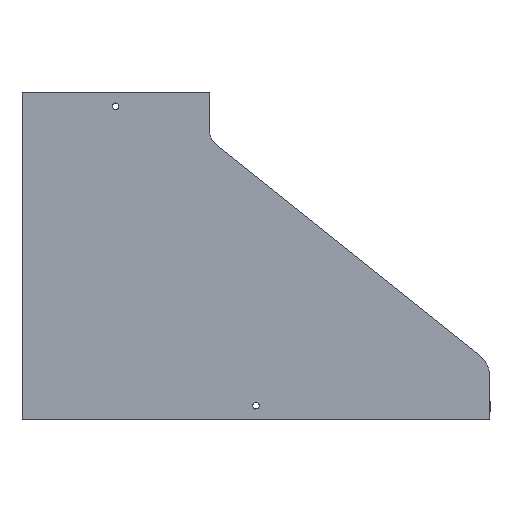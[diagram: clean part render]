
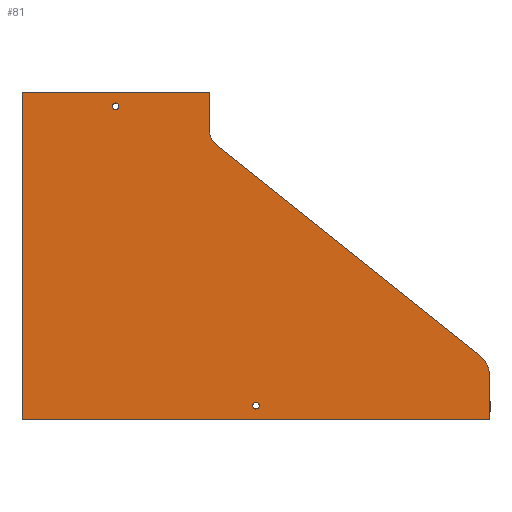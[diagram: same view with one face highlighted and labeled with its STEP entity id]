
A CAD part, front view. The second image highlights one B-rep face of the part: STEP entity #81.
In plain terms, the highlighted planar face has unit normal (0, -1, 0).
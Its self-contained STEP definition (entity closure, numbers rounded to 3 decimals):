
#31 = AXIS2_PLACEMENT_3D ( 'NONE', #1793, #1794, #1795 ) ;
#81 = ADVANCED_FACE ( 'NONE', ( #1269, #1284, #1282 ), #625, .F. ) ;
#227 = EDGE_LOOP ( 'NONE', ( #908 ) ) ;
#278 = EDGE_LOOP ( 'NONE', ( #907, #906, #905, #904, #903, #902, #901, #900 ) ) ;
#286 = EDGE_LOOP ( 'NONE', ( #909 ) ) ;
#303 = VERTEX_POINT ( 'NONE', #743 ) ;
#307 = VERTEX_POINT ( 'NONE', #726 ) ;
#317 = VERTEX_POINT ( 'NONE', #738 ) ;
#325 = VERTEX_POINT ( 'NONE', #662 ) ;
#328 = VERTEX_POINT ( 'NONE', #656 ) ;
#334 = VERTEX_POINT ( 'NONE', #587 ) ;
#353 = VERTEX_POINT ( 'NONE', #614 ) ;
#376 = VERTEX_POINT ( 'NONE', #645 ) ;
#388 = EDGE_CURVE ( 'NONE', #325, #376, #1300, .T. ) ;
#435 = AXIS2_PLACEMENT_3D ( 'NONE', #1703, #1704, #1705 ) ;
#436 = AXIS2_PLACEMENT_3D ( 'NONE', #1696, #1697, #1698 ) ;
#437 = AXIS2_PLACEMENT_3D ( 'NONE', #1689, #1690, #1691 ) ;
#474 = AXIS2_PLACEMENT_3D ( 'NONE', #709, #554, #715 ) ;
#554 = DIRECTION ( 'NONE',  ( 0., 1., 0. ) ) ;
#561 = DIRECTION ( 'NONE',  ( 0., 0., 1. ) ) ;
#570 = CARTESIAN_POINT ( 'NONE',  ( 200., 0., 0. ) ) ;
#587 = CARTESIAN_POINT ( 'NONE',  ( 207.506, 0., -56.199 ) ) ;
#614 = CARTESIAN_POINT ( 'NONE',  ( 500., 0., -350. ) ) ;
#625 = PLANE ( 'NONE',  #474 ) ;
#645 = CARTESIAN_POINT ( 'NONE',  ( 200., 0., 0. ) ) ;
#656 = CARTESIAN_POINT ( 'NONE',  ( 0., 0., -350. ) ) ;
#662 = CARTESIAN_POINT ( 'NONE',  ( 200., 0., -40.581 ) ) ;
#709 = CARTESIAN_POINT ( 'NONE',  ( -220., 0., -40.581 ) ) ;
#715 = DIRECTION ( 'NONE',  ( 0., 0., 1. ) ) ;
#726 = CARTESIAN_POINT ( 'NONE',  ( 0., 0., 0. ) ) ;
#738 = CARTESIAN_POINT ( 'NONE',  ( 488.741, 0., -281.186 ) ) ;
#743 = CARTESIAN_POINT ( 'NONE',  ( 500., 0., -304.612 ) ) ;
#900 = ORIENTED_EDGE ( 'NONE', *, *, #388, .T. ) ;
#901 = ORIENTED_EDGE ( 'NONE', *, *, #1618, .T. ) ;
#902 = ORIENTED_EDGE ( 'NONE', *, *, #1611, .T. ) ;
#903 = ORIENTED_EDGE ( 'NONE', *, *, #1612, .T. ) ;
#904 = ORIENTED_EDGE ( 'NONE', *, *, #1609, .T. ) ;
#905 = ORIENTED_EDGE ( 'NONE', *, *, #1627, .F. ) ;
#906 = ORIENTED_EDGE ( 'NONE', *, *, #1614, .F. ) ;
#907 = ORIENTED_EDGE ( 'NONE', *, *, #1630, .F. ) ;
#908 = ORIENTED_EDGE ( 'NONE', *, *, #1615, .F. ) ;
#909 = ORIENTED_EDGE ( 'NONE', *, *, #1657, .F. ) ;
#1269 = FACE_BOUND ( 'NONE', #286, .T. ) ;
#1282 = FACE_OUTER_BOUND ( 'NONE', #278, .T. ) ;
#1284 = FACE_BOUND ( 'NONE', #227, .T. ) ;
#1300 = LINE ( 'NONE', #570, #1312 ) ;
#1312 = VECTOR ( 'NONE', #561, 1000. ) ;
#1462 = LINE ( 'NONE', #1684, #1472 ) ;
#1466 = LINE ( 'NONE', #1680, #1469 ) ;
#1469 = VECTOR ( 'NONE', #1681, 1000. ) ;
#1470 = CIRCLE ( 'NONE', #436, 3.5 ) ;
#1471 = CIRCLE ( 'NONE', #437, 30. ) ;
#1472 = VECTOR ( 'NONE', #1676, 1000. ) ;
#1474 = LINE ( 'NONE', #1692, #1476 ) ;
#1476 = VECTOR ( 'NONE', #1694, 1000. ) ;
#1483 = CIRCLE ( 'NONE', #435, 20. ) ;
#1495 = LINE ( 'NONE', #1723, #1498 ) ;
#1498 = VECTOR ( 'NONE', #1724, 1000. ) ;
#1501 = LINE ( 'NONE', #1729, #1504 ) ;
#1504 = VECTOR ( 'NONE', #1730, 1000. ) ;
#1547 = CIRCLE ( 'NONE', #31, 3.5 ) ;
#1552 = VERTEX_POINT ( 'NONE', #1792 ) ;
#1553 = VERTEX_POINT ( 'NONE', #1796 ) ;
#1609 = EDGE_CURVE ( 'NONE', #353, #303, #1466, .T. ) ;
#1611 = EDGE_CURVE ( 'NONE', #317, #334, #1462, .T. ) ;
#1612 = EDGE_CURVE ( 'NONE', #303, #317, #1471, .T. ) ;
#1614 = EDGE_CURVE ( 'NONE', #328, #307, #1474, .T. ) ;
#1615 = EDGE_CURVE ( 'NONE', #1552, #1552, #1470, .T. ) ;
#1618 = EDGE_CURVE ( 'NONE', #334, #325, #1483, .T. ) ;
#1627 = EDGE_CURVE ( 'NONE', #353, #328, #1495, .T. ) ;
#1630 = EDGE_CURVE ( 'NONE', #307, #376, #1501, .T. ) ;
#1657 = EDGE_CURVE ( 'NONE', #1553, #1553, #1547, .T. ) ;
#1676 = DIRECTION ( 'NONE',  ( -0.781, 0., 0.625 ) ) ;
#1680 = CARTESIAN_POINT ( 'NONE',  ( 500., 0., -304.612 ) ) ;
#1681 = DIRECTION ( 'NONE',  ( 0., 0., 1. ) ) ;
#1684 = CARTESIAN_POINT ( 'NONE',  ( 207.506, 0., -56.199 ) ) ;
#1689 = CARTESIAN_POINT ( 'NONE',  ( 470., 0., -304.612 ) ) ;
#1690 = DIRECTION ( 'NONE',  ( 0., -1., 0. ) ) ;
#1691 = DIRECTION ( 'NONE',  ( 0., 0., 1. ) ) ;
#1692 = CARTESIAN_POINT ( 'NONE',  ( 0., 0., 0. ) ) ;
#1694 = DIRECTION ( 'NONE',  ( 0., 0., 1. ) ) ;
#1696 = CARTESIAN_POINT ( 'NONE',  ( 100., 0., -15. ) ) ;
#1697 = DIRECTION ( 'NONE',  ( 0., -1., 0. ) ) ;
#1698 = DIRECTION ( 'NONE',  ( 0., 0., -1. ) ) ;
#1703 = CARTESIAN_POINT ( 'NONE',  ( 220., 0., -40.581 ) ) ;
#1704 = DIRECTION ( 'NONE',  ( 0., 1., 0. ) ) ;
#1705 = DIRECTION ( 'NONE',  ( 0., 0., 1. ) ) ;
#1723 = CARTESIAN_POINT ( 'NONE',  ( -500., 0., -350. ) ) ;
#1724 = DIRECTION ( 'NONE',  ( -1., 0., 0. ) ) ;
#1729 = CARTESIAN_POINT ( 'NONE',  ( -200., 0., 0. ) ) ;
#1730 = DIRECTION ( 'NONE',  ( 1., 0., 0. ) ) ;
#1792 = CARTESIAN_POINT ( 'NONE',  ( 100., 0., -18.5 ) ) ;
#1793 = CARTESIAN_POINT ( 'NONE',  ( 250., 0., -335. ) ) ;
#1794 = DIRECTION ( 'NONE',  ( 0., -1., 0. ) ) ;
#1795 = DIRECTION ( 'NONE',  ( 0., 0., -1. ) ) ;
#1796 = CARTESIAN_POINT ( 'NONE',  ( 250., 0., -338.5 ) ) ;
